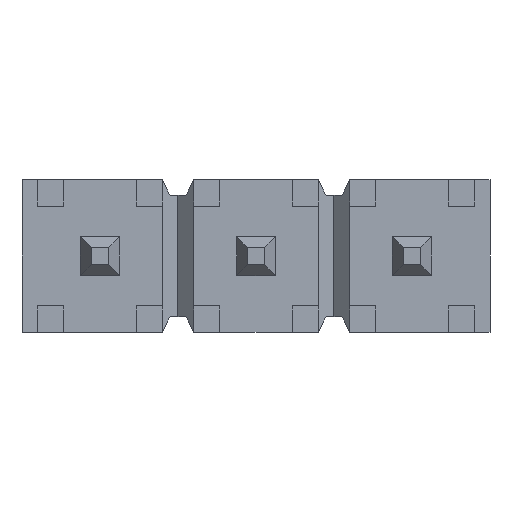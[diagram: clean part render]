
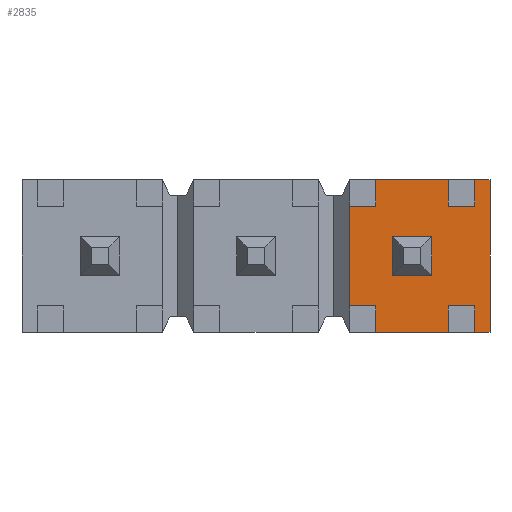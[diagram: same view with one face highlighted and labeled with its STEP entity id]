
A CAD part, front view. The second image highlights one B-rep face of the part: STEP entity #2835.
In plain terms, the highlighted planar face has unit normal (0, -1, 0).
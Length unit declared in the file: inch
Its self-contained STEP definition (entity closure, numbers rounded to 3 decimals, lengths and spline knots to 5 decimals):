
#380=ORIENTED_EDGE('',*,*,#1058,.T.);
#381=ORIENTED_EDGE('',*,*,#899,.T.);
#382=ORIENTED_EDGE('',*,*,#989,.T.);
#383=ORIENTED_EDGE('',*,*,#1060,.T.);
#384=ORIENTED_EDGE('',*,*,#1012,.F.);
#385=ORIENTED_EDGE('',*,*,#895,.T.);
#386=ORIENTED_EDGE('',*,*,#1017,.T.);
#387=ORIENTED_EDGE('',*,*,#1061,.T.);
#388=ORIENTED_EDGE('',*,*,#872,.F.);
#389=ORIENTED_EDGE('',*,*,#1062,.F.);
#390=ORIENTED_EDGE('',*,*,#1018,.T.);
#391=ORIENTED_EDGE('',*,*,#940,.T.);
#392=ORIENTED_EDGE('',*,*,#1015,.F.);
#393=ORIENTED_EDGE('',*,*,#1063,.F.);
#394=ORIENTED_EDGE('',*,*,#990,.T.);
#395=ORIENTED_EDGE('',*,*,#936,.T.);
#396=ORIENTED_EDGE('',*,*,#1050,.F.);
#397=ORIENTED_EDGE('',*,*,#1027,.F.);
#398=ORIENTED_EDGE('',*,*,#1024,.F.);
#399=ORIENTED_EDGE('',*,*,#1021,.F.);
#872=EDGE_CURVE('',#1265,#1259,#1516,.T.);
#895=EDGE_CURVE('',#1284,#1283,#1539,.T.);
#899=EDGE_CURVE('',#1288,#1287,#1543,.T.);
#936=EDGE_CURVE('',#1313,#1312,#1580,.T.);
#940=EDGE_CURVE('',#1317,#1316,#1584,.T.);
#989=EDGE_CURVE('',#1287,#1344,#1633,.T.);
#990=EDGE_CURVE('',#1345,#1313,#1634,.T.);
#1012=EDGE_CURVE('',#1284,#1356,#1656,.T.);
#1015=EDGE_CURVE('',#1357,#1316,#1659,.T.);
#1017=EDGE_CURVE('',#1283,#1358,#1661,.T.);
#1018=EDGE_CURVE('',#1359,#1317,#1662,.T.);
#1021=EDGE_CURVE('',#1361,#1362,#1665,.T.);
#1024=EDGE_CURVE('',#1362,#1364,#1668,.T.);
#1027=EDGE_CURVE('',#1364,#1366,#1671,.T.);
#1050=EDGE_CURVE('',#1366,#1361,#1694,.T.);
#1058=EDGE_CURVE('',#1312,#1288,#1702,.T.);
#1060=EDGE_CURVE('',#1344,#1356,#1704,.T.);
#1061=EDGE_CURVE('',#1358,#1259,#1705,.T.);
#1062=EDGE_CURVE('',#1359,#1265,#1706,.T.);
#1063=EDGE_CURVE('',#1345,#1357,#1707,.T.);
#1259=VERTEX_POINT('',#3934);
#1265=VERTEX_POINT('',#3946);
#1283=VERTEX_POINT('',#3990);
#1284=VERTEX_POINT('',#3992);
#1287=VERTEX_POINT('',#3998);
#1288=VERTEX_POINT('',#4000);
#1312=VERTEX_POINT('',#4064);
#1313=VERTEX_POINT('',#4066);
#1316=VERTEX_POINT('',#4072);
#1317=VERTEX_POINT('',#4074);
#1344=VERTEX_POINT('',#4170);
#1345=VERTEX_POINT('',#4174);
#1356=VERTEX_POINT('',#4218);
#1357=VERTEX_POINT('',#4222);
#1358=VERTEX_POINT('',#4226);
#1359=VERTEX_POINT('',#4230);
#1361=VERTEX_POINT('',#4235);
#1362=VERTEX_POINT('',#4237);
#1364=VERTEX_POINT('',#4243);
#1366=VERTEX_POINT('',#4249);
#1516=LINE('',#3947,#1912);
#1539=LINE('',#3991,#1935);
#1543=LINE('',#3999,#1939);
#1580=LINE('',#4065,#1976);
#1584=LINE('',#4073,#1980);
#1633=LINE('',#4171,#2029);
#1634=LINE('',#4173,#2030);
#1656=LINE('',#4217,#2052);
#1659=LINE('',#4223,#2055);
#1661=LINE('',#4227,#2057);
#1662=LINE('',#4229,#2058);
#1665=LINE('',#4236,#2061);
#1668=LINE('',#4242,#2064);
#1671=LINE('',#4248,#2067);
#1694=LINE('',#4296,#2090);
#1702=LINE('',#4308,#2098);
#1704=LINE('',#4314,#2100);
#1705=LINE('',#4315,#2101);
#1706=LINE('',#4316,#2102);
#1707=LINE('',#4317,#2103);
#1912=VECTOR('',#3189,39.37008);
#1935=VECTOR('',#3218,39.37008);
#1939=VECTOR('',#3222,39.37008);
#1976=VECTOR('',#3267,39.37008);
#1980=VECTOR('',#3271,39.37008);
#2029=VECTOR('',#3362,39.37008);
#2030=VECTOR('',#3365,39.37008);
#2052=VECTOR('',#3409,39.37008);
#2055=VECTOR('',#3414,39.37008);
#2057=VECTOR('',#3418,39.37008);
#2058=VECTOR('',#3421,39.37008);
#2061=VECTOR('',#3426,39.37008);
#2064=VECTOR('',#3431,39.37008);
#2067=VECTOR('',#3436,39.37008);
#2090=VECTOR('',#3473,39.37008);
#2098=VECTOR('',#3489,39.37008);
#2100=VECTOR('',#3499,39.37008);
#2101=VECTOR('',#3500,39.37008);
#2102=VECTOR('',#3501,39.37008);
#2103=VECTOR('',#3502,39.37008);
#2334=EDGE_LOOP('',(#380,#381,#382,#383,#384,#385,#386,#387,#388,#389,#390,
#391,#392,#393,#394,#395));
#2335=EDGE_LOOP('',(#396,#397,#398,#399));
#2506=FACE_BOUND('',#2334,.T.);
#2507=FACE_BOUND('',#2335,.T.);
#2675=PLANE('',#3033);
#2835=ADVANCED_FACE('',(#2506,#2507),#2675,.T.);
#3033=AXIS2_PLACEMENT_3D('',#4313,#3497,#3498);
#3189=DIRECTION('',(0.,0.,1.));
#3218=DIRECTION('',(-1.,0.,0.));
#3222=DIRECTION('',(-1.,0.,0.));
#3267=DIRECTION('',(1.,0.,0.));
#3271=DIRECTION('',(1.,0.,0.));
#3362=DIRECTION('',(0.,0.,-1.));
#3365=DIRECTION('',(0.,0.,-1.));
#3409=DIRECTION('',(0.,0.,-1.));
#3414=DIRECTION('',(0.,0.,-1.));
#3418=DIRECTION('',(0.,0.,-1.));
#3421=DIRECTION('',(0.,0.,-1.));
#3426=DIRECTION('',(1.,0.,0.));
#3431=DIRECTION('',(0.,0.,1.));
#3436=DIRECTION('',(-1.,0.,0.));
#3473=DIRECTION('',(0.,0.,-1.));
#3489=DIRECTION('',(0.,0.,1.));
#3497=DIRECTION('',(0.,-1.,0.));
#3498=DIRECTION('',(1.,0.,0.));
#3499=DIRECTION('',(-1.,0.,0.));
#3500=DIRECTION('',(-1.,0.,0.));
#3501=DIRECTION('',(-1.,0.,0.));
#3502=DIRECTION('',(-1.,0.,0.));
#3934=CARTESIAN_POINT('',(0.06,0.02,0.032));
#3946=CARTESIAN_POINT('',(0.06,0.02,-0.032));
#3947=CARTESIAN_POINT('',(0.06,0.02,0.3));
#3990=CARTESIAN_POINT('',(0.07688,0.02,0.049));
#3991=CARTESIAN_POINT('',(-0.15,0.02,0.049));
#3992=CARTESIAN_POINT('',(0.12312,0.02,0.049));
#3998=CARTESIAN_POINT('',(0.14012,0.02,0.049));
#3999=CARTESIAN_POINT('',(-0.15,0.02,0.049));
#4000=CARTESIAN_POINT('',(0.15,0.02,0.049));
#4064=CARTESIAN_POINT('',(0.15,0.02,-0.049));
#4065=CARTESIAN_POINT('',(0.15,0.02,-0.049));
#4066=CARTESIAN_POINT('',(0.14012,0.02,-0.049));
#4072=CARTESIAN_POINT('',(0.12312,0.02,-0.049));
#4073=CARTESIAN_POINT('',(0.15,0.02,-0.049));
#4074=CARTESIAN_POINT('',(0.07688,0.02,-0.049));
#4170=CARTESIAN_POINT('',(0.14012,0.02,0.032));
#4171=CARTESIAN_POINT('',(0.14012,0.02,0.098));
#4173=CARTESIAN_POINT('',(0.14012,0.02,0.098));
#4174=CARTESIAN_POINT('',(0.14012,0.02,-0.032));
#4217=CARTESIAN_POINT('',(0.12312,0.02,0.098));
#4218=CARTESIAN_POINT('',(0.12312,0.02,0.032));
#4222=CARTESIAN_POINT('',(0.12312,0.02,-0.032));
#4223=CARTESIAN_POINT('',(0.12312,0.02,0.098));
#4226=CARTESIAN_POINT('',(0.07688,0.02,0.032));
#4227=CARTESIAN_POINT('',(0.07688,0.02,0.098));
#4229=CARTESIAN_POINT('',(0.07688,0.02,0.098));
#4230=CARTESIAN_POINT('',(0.07688,0.02,-0.032));
#4235=CARTESIAN_POINT('',(0.0875,0.02,-0.0125));
#4236=CARTESIAN_POINT('',(0.1125,0.02,-0.0125));
#4237=CARTESIAN_POINT('',(0.1125,0.02,-0.0125));
#4242=CARTESIAN_POINT('',(0.1125,0.02,0.0125));
#4243=CARTESIAN_POINT('',(0.1125,0.02,0.0125));
#4248=CARTESIAN_POINT('',(0.0875,0.02,0.0125));
#4249=CARTESIAN_POINT('',(0.0875,0.02,0.0125));
#4296=CARTESIAN_POINT('',(0.0875,0.02,-0.0125));
#4308=CARTESIAN_POINT('',(0.15,0.02,0.049));
#4313=CARTESIAN_POINT('',(0.18637,0.02,0.098));
#4314=CARTESIAN_POINT('',(0.3,0.02,0.032));
#4315=CARTESIAN_POINT('',(0.3,0.02,0.032));
#4316=CARTESIAN_POINT('',(0.3,0.02,-0.032));
#4317=CARTESIAN_POINT('',(0.3,0.02,-0.032));
